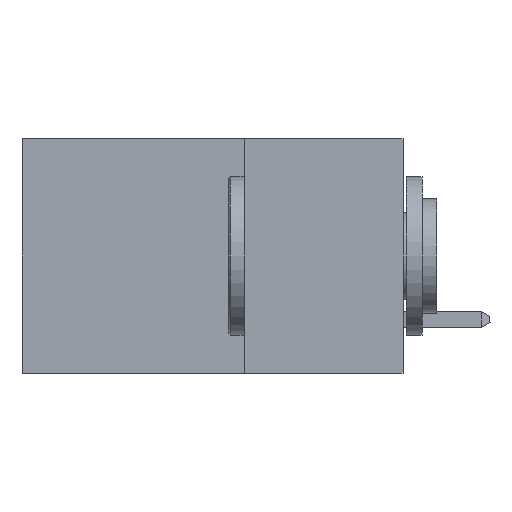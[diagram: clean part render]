
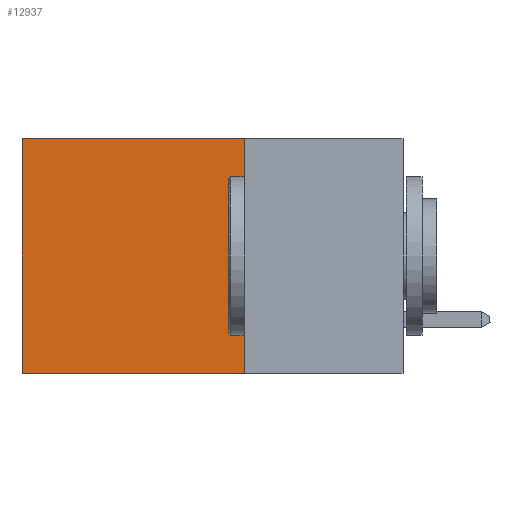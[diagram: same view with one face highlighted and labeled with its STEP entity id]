
A CAD part, left-side view. The second image highlights one B-rep face of the part: STEP entity #12937.
In plain terms, the highlighted planar face has unit normal (-1, 0, 0).
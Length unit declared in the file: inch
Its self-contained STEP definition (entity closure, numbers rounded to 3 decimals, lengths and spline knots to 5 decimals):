
#1327 = LINE ( 'NONE', #23087, #24579 ) ;
#1949 = EDGE_CURVE ( 'NONE', #26237, #25335, #3669, .T. ) ;
#2082 = ORIENTED_EDGE ( 'NONE', *, *, #14445, .T. ) ;
#2455 = CARTESIAN_POINT ( 'NONE',  ( 0.2875, 0.25, -0.37 ) ) ;
#3468 = CARTESIAN_POINT ( 'NONE',  ( 0.2875, 0.6, 0. ) ) ;
#3669 = LINE ( 'NONE', #17055, #14936 ) ;
#6438 = VERTEX_POINT ( 'NONE', #16457 ) ;
#6634 = DIRECTION ( 'NONE',  ( 0., 0., -1. ) ) ;
#7913 = VECTOR ( 'NONE', #6634, 39.37008 ) ;
#9503 = ORIENTED_EDGE ( 'NONE', *, *, #10855, .F. ) ;
#10730 = LINE ( 'NONE', #28981, #7913 ) ;
#10855 = EDGE_CURVE ( 'NONE', #27187, #26237, #10730, .T. ) ;
#11379 = FACE_OUTER_BOUND ( 'NONE', #11435, .T. ) ;
#11435 = EDGE_LOOP ( 'NONE', ( #2082, #22189, #9503, #23712 ) ) ;
#11510 = PLANE ( 'NONE',  #12965 ) ;
#12937 = ADVANCED_FACE ( 'NONE', ( #11379 ), #11510, .F. ) ;
#12965 = AXIS2_PLACEMENT_3D ( 'NONE', #27480, #14072, #16344 ) ;
#14072 = DIRECTION ( 'NONE',  ( 1., 0., 0. ) ) ;
#14445 = EDGE_CURVE ( 'NONE', #6438, #25335, #25954, .T. ) ;
#14591 = DIRECTION ( 'NONE',  ( 0., 1., 0. ) ) ;
#14936 = VECTOR ( 'NONE', #14591, 39.37008 ) ;
#16344 = DIRECTION ( 'NONE',  ( 0., 0., -1. ) ) ;
#16457 = CARTESIAN_POINT ( 'NONE',  ( 0.2875, 0.6, 0. ) ) ;
#17055 = CARTESIAN_POINT ( 'NONE',  ( 0.2875, 0.25, -0.37 ) ) ;
#17564 = CARTESIAN_POINT ( 'NONE',  ( 0.2875, 0.6, -0.37 ) ) ;
#20264 = CARTESIAN_POINT ( 'NONE',  ( 0.2875, 0.25, 0. ) ) ;
#20565 = DIRECTION ( 'NONE',  ( 0., 1., 0. ) ) ;
#22189 = ORIENTED_EDGE ( 'NONE', *, *, #1949, .F. ) ;
#23087 = CARTESIAN_POINT ( 'NONE',  ( 0.2875, 0.25, 0. ) ) ;
#23311 = EDGE_CURVE ( 'NONE', #27187, #6438, #1327, .T. ) ;
#23530 = VECTOR ( 'NONE', #23753, 39.37008 ) ;
#23712 = ORIENTED_EDGE ( 'NONE', *, *, #23311, .T. ) ;
#23753 = DIRECTION ( 'NONE',  ( 0., 0., -1. ) ) ;
#24579 = VECTOR ( 'NONE', #20565, 39.37008 ) ;
#25335 = VERTEX_POINT ( 'NONE', #17564 ) ;
#25954 = LINE ( 'NONE', #3468, #23530 ) ;
#26237 = VERTEX_POINT ( 'NONE', #2455 ) ;
#27187 = VERTEX_POINT ( 'NONE', #20264 ) ;
#27480 = CARTESIAN_POINT ( 'NONE',  ( 0.2875, 0.25, 0. ) ) ;
#28981 = CARTESIAN_POINT ( 'NONE',  ( 0.2875, 0.25, 0. ) ) ;
